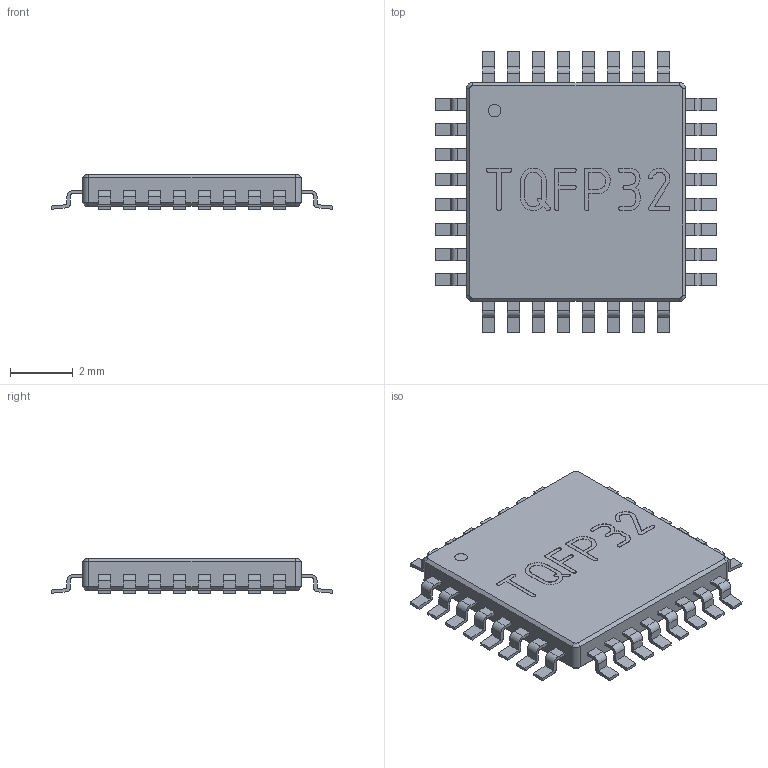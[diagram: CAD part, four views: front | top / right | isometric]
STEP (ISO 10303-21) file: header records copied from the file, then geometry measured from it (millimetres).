
FILE_DESCRIPTION(('FreeCAD Model'),'2;1');
FILE_NAME( 'tqfp32.step', '2015-12-18T00:14:23',('Author'),(''), 'Open CASCADE STEP processor 6.8','FreeCAD','Unknown');
FILE_SCHEMA(('AUTOMOTIVE_DESIGN_CC2 { 1 2 10303 214 -1 1 5 4 }'));
Length unit declared in the file: millimetre
Products named in the file (2): ASSEMBLY; User_Library-TQFP32-1
Assembly tree (1 placements, depth 2):
  ASSEMBLY
    User_Library-TQFP32-1
Bounding box: 9.02 x 9.02 x 1.1 mm (x, y, z)
Volume: 50.4 mm3; surface area: 166.7 mm2
Topology: 1 solids, 1 shells, 522 faces, 1421 edges, 942 vertices
Faces by surface type: plane 348, cylinder 102, bspline 64, cone 8
Entity records: 54848 total; most frequent: CARTESIAN_POINT 24345, DIRECTION 4439, LINE 3023, VECTOR 3023, ORIENTED_EDGE 2842, PCURVE 2842, DEFINITIONAL_REPRESENTATION 2842, EDGE_CURVE 1421
